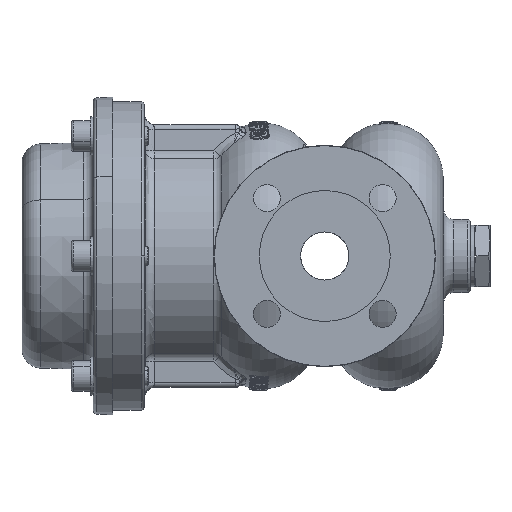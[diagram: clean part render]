
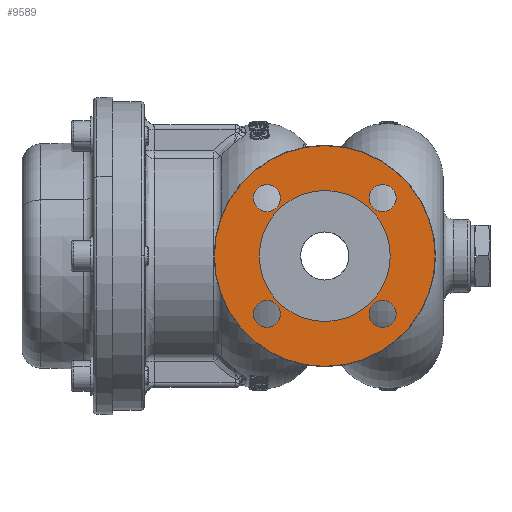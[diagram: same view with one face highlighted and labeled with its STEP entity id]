
A CAD part, left-side view. The second image highlights one B-rep face of the part: STEP entity #9589.
In plain terms, the highlighted planar face has unit normal (-1, 0, 0).
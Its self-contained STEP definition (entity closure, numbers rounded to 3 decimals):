
#1174 = CIRCLE ( 'NONE', #30960, 7. ) ;
#1224 = CARTESIAN_POINT ( 'NONE',  ( -181.378, -59.006, 238.906 ) ) ;
#1637 = FACE_BOUND ( 'NONE', #22031, .T. ) ;
#1919 = DIRECTION ( 'NONE',  ( 0., 0., -1. ) ) ;
#2580 = CARTESIAN_POINT ( 'NONE',  ( -181.378, -28.953, 249.854 ) ) ;
#2883 = DIRECTION ( 'NONE',  ( 0., 0., -1. ) ) ;
#3491 = EDGE_CURVE ( 'NONE', #31343, #32155, #21714, .T. ) ;
#3576 = VERTEX_POINT ( 'NONE', #44390 ) ;
#3692 = DIRECTION ( 'NONE',  ( -1., 0., 0. ) ) ;
#4122 = ORIENTED_EDGE ( 'NONE', *, *, #3491, .T. ) ;
#4683 = CIRCLE ( 'NONE', #20285, 7. ) ;
#6224 = FACE_BOUND ( 'NONE', #59590, .T. ) ;
#7068 = EDGE_CURVE ( 'NONE', #57595, #41130, #24651, .T. ) ;
#7436 = AXIS2_PLACEMENT_3D ( 'NONE', #42373, #28668, #49362 ) ;
#7819 = DIRECTION ( 'NONE',  ( 0., 0., -1. ) ) ;
#8404 = EDGE_CURVE ( 'NONE', #57183, #59527, #18442, .T. ) ;
#9172 = CARTESIAN_POINT ( 'NONE',  ( -181.378, -59.006, 185.802 ) ) ;
#9589 = ADVANCED_FACE ( 'NONE', ( #23781, #1637, #11537, #45211, #32206, #6224 ), #54347, .F. ) ;
#11190 = EDGE_LOOP ( 'NONE', ( #32171, #53807 ) ) ;
#11289 = DIRECTION ( 'NONE',  ( -1., 0., 0. ) ) ;
#11537 = FACE_BOUND ( 'NONE', #11190, .T. ) ;
#11584 = VERTEX_POINT ( 'NONE', #1224 ) ;
#11839 = CIRCLE ( 'NONE', #54176, 7. ) ;
#12459 = EDGE_CURVE ( 'NONE', #3576, #22182, #11839, .T. ) ;
#14451 = DIRECTION ( 'NONE',  ( 1., 0., 0. ) ) ;
#15588 = DIRECTION ( 'NONE',  ( 1., 0., 0. ) ) ;
#17006 = CARTESIAN_POINT ( 'NONE',  ( -181.378, 1.099, 185.802 ) ) ;
#17094 = VERTEX_POINT ( 'NONE', #54291 ) ;
#17916 = CARTESIAN_POINT ( 'NONE',  ( -181.378, -28.953, 215.854 ) ) ;
#18442 = CIRCLE ( 'NONE', #48285, 34. ) ;
#18601 = DIRECTION ( 'NONE',  ( 0., 0., 1. ) ) ;
#18737 = DIRECTION ( 'NONE',  ( 0., 0., -1. ) ) ;
#19563 = DIRECTION ( 'NONE',  ( 1., 0., 0. ) ) ;
#19782 = EDGE_LOOP ( 'NONE', ( #52356, #4122 ) ) ;
#20285 = AXIS2_PLACEMENT_3D ( 'NONE', #27519, #46961, #61628 ) ;
#20326 = AXIS2_PLACEMENT_3D ( 'NONE', #28993, #53091, #18737 ) ;
#21055 = CIRCLE ( 'NONE', #60683, 7. ) ;
#21714 = CIRCLE ( 'NONE', #20326, 7. ) ;
#22031 = EDGE_LOOP ( 'NONE', ( #40530, #50429 ) ) ;
#22182 = VERTEX_POINT ( 'NONE', #29265 ) ;
#23111 = CARTESIAN_POINT ( 'NONE',  ( -181.378, -28.953, 215.854 ) ) ;
#23184 = CARTESIAN_POINT ( 'NONE',  ( -181.378, -59.006, 178.802 ) ) ;
#23325 = CIRCLE ( 'NONE', #34598, 57.321 ) ;
#23738 = ORIENTED_EDGE ( 'NONE', *, *, #34551, .T. ) ;
#23781 = FACE_BOUND ( 'NONE', #19782, .T. ) ;
#24651 = CIRCLE ( 'NONE', #40959, 7. ) ;
#25142 = CARTESIAN_POINT ( 'NONE',  ( -181.378, -59.006, 192.802 ) ) ;
#26548 = EDGE_CURVE ( 'NONE', #53786, #11584, #28958, .T. ) ;
#26920 = DIRECTION ( 'NONE',  ( 0., 0., 1. ) ) ;
#27519 = CARTESIAN_POINT ( 'NONE',  ( -181.378, 1.099, 185.802 ) ) ;
#28668 = DIRECTION ( 'NONE',  ( 1., 0., 0. ) ) ;
#28958 = CIRCLE ( 'NONE', #46719, 7. ) ;
#28993 = CARTESIAN_POINT ( 'NONE',  ( -181.378, 1.099, 245.906 ) ) ;
#29259 = VERTEX_POINT ( 'NONE', #49423 ) ;
#29265 = CARTESIAN_POINT ( 'NONE',  ( -181.378, 1.099, 192.802 ) ) ;
#30091 = ORIENTED_EDGE ( 'NONE', *, *, #59415, .T. ) ;
#30465 = DIRECTION ( 'NONE',  ( 1., 0., 0. ) ) ;
#30960 = AXIS2_PLACEMENT_3D ( 'NONE', #43733, #14451, #48824 ) ;
#31343 = VERTEX_POINT ( 'NONE', #60676 ) ;
#31957 = DIRECTION ( 'NONE',  ( 1., 0., 0. ) ) ;
#31975 = EDGE_CURVE ( 'NONE', #41130, #57595, #21055, .T. ) ;
#32155 = VERTEX_POINT ( 'NONE', #35792 ) ;
#32171 = ORIENTED_EDGE ( 'NONE', *, *, #7068, .T. ) ;
#32206 = FACE_OUTER_BOUND ( 'NONE', #41043, .T. ) ;
#32242 = DIRECTION ( 'NONE',  ( -1., 0., 0. ) ) ;
#32545 = CARTESIAN_POINT ( 'NONE',  ( -181.378, -59.006, 245.906 ) ) ;
#33101 = CIRCLE ( 'NONE', #39426, 7. ) ;
#34551 = EDGE_CURVE ( 'NONE', #17094, #29259, #23325, .T. ) ;
#34598 = AXIS2_PLACEMENT_3D ( 'NONE', #50595, #11289, #1919 ) ;
#34674 = CIRCLE ( 'NONE', #37997, 34. ) ;
#34857 = EDGE_CURVE ( 'NONE', #32155, #31343, #1174, .T. ) ;
#35792 = CARTESIAN_POINT ( 'NONE',  ( -181.378, 1.099, 252.906 ) ) ;
#36276 = ORIENTED_EDGE ( 'NONE', *, *, #12459, .T. ) ;
#36948 = EDGE_CURVE ( 'NONE', #59527, #57183, #34674, .T. ) ;
#37997 = AXIS2_PLACEMENT_3D ( 'NONE', #52739, #3692, #18601 ) ;
#38842 = DIRECTION ( 'NONE',  ( 0., 0., -1. ) ) ;
#39254 = CARTESIAN_POINT ( 'NONE',  ( -181.378, -59.006, 245.906 ) ) ;
#39426 = AXIS2_PLACEMENT_3D ( 'NONE', #32545, #41757, #2883 ) ;
#39776 = DIRECTION ( 'NONE',  ( 0., 0., -1. ) ) ;
#40530 = ORIENTED_EDGE ( 'NONE', *, *, #26548, .T. ) ;
#40754 = DIRECTION ( 'NONE',  ( 0., 0., -1. ) ) ;
#40761 = ORIENTED_EDGE ( 'NONE', *, *, #56803, .T. ) ;
#40959 = AXIS2_PLACEMENT_3D ( 'NONE', #9172, #15588, #39776 ) ;
#41043 = EDGE_LOOP ( 'NONE', ( #40761, #23738 ) ) ;
#41130 = VERTEX_POINT ( 'NONE', #23184 ) ;
#41757 = DIRECTION ( 'NONE',  ( 1., 0., 0. ) ) ;
#42373 = CARTESIAN_POINT ( 'NONE',  ( -181.378, -28.953, 215.854 ) ) ;
#42972 = CIRCLE ( 'NONE', #46049, 57.321 ) ;
#43733 = CARTESIAN_POINT ( 'NONE',  ( -181.378, 1.099, 245.906 ) ) ;
#44175 = CARTESIAN_POINT ( 'NONE',  ( -181.378, -59.006, 185.802 ) ) ;
#44390 = CARTESIAN_POINT ( 'NONE',  ( -181.378, 1.099, 178.802 ) ) ;
#45211 = FACE_BOUND ( 'NONE', #55524, .T. ) ;
#46049 = AXIS2_PLACEMENT_3D ( 'NONE', #23111, #52751, #62371 ) ;
#46611 = ORIENTED_EDGE ( 'NONE', *, *, #8404, .F. ) ;
#46719 = AXIS2_PLACEMENT_3D ( 'NONE', #39254, #30465, #40754 ) ;
#46961 = DIRECTION ( 'NONE',  ( 1., 0., 0. ) ) ;
#48285 = AXIS2_PLACEMENT_3D ( 'NONE', #17916, #32242, #26920 ) ;
#48824 = DIRECTION ( 'NONE',  ( 0., 0., -1. ) ) ;
#49362 = DIRECTION ( 'NONE',  ( 0., 0., 1. ) ) ;
#49423 = CARTESIAN_POINT ( 'NONE',  ( -181.378, -28.953, 158.533 ) ) ;
#50429 = ORIENTED_EDGE ( 'NONE', *, *, #54556, .T. ) ;
#50595 = CARTESIAN_POINT ( 'NONE',  ( -181.378, -28.953, 215.854 ) ) ;
#52356 = ORIENTED_EDGE ( 'NONE', *, *, #34857, .T. ) ;
#52739 = CARTESIAN_POINT ( 'NONE',  ( -181.378, -28.953, 215.854 ) ) ;
#52751 = DIRECTION ( 'NONE',  ( -1., 0., 0. ) ) ;
#53091 = DIRECTION ( 'NONE',  ( 1., 0., 0. ) ) ;
#53786 = VERTEX_POINT ( 'NONE', #55295 ) ;
#53807 = ORIENTED_EDGE ( 'NONE', *, *, #31975, .T. ) ;
#54176 = AXIS2_PLACEMENT_3D ( 'NONE', #17006, #31957, #7819 ) ;
#54291 = CARTESIAN_POINT ( 'NONE',  ( -181.378, -28.953, 273.175 ) ) ;
#54347 = PLANE ( 'NONE',  #7436 ) ;
#54556 = EDGE_CURVE ( 'NONE', #11584, #53786, #33101, .T. ) ;
#55295 = CARTESIAN_POINT ( 'NONE',  ( -181.378, -59.006, 252.906 ) ) ;
#55524 = EDGE_LOOP ( 'NONE', ( #30091, #36276 ) ) ;
#56531 = ORIENTED_EDGE ( 'NONE', *, *, #36948, .F. ) ;
#56713 = CARTESIAN_POINT ( 'NONE',  ( -181.378, -28.953, 181.854 ) ) ;
#56803 = EDGE_CURVE ( 'NONE', #29259, #17094, #42972, .T. ) ;
#57183 = VERTEX_POINT ( 'NONE', #2580 ) ;
#57595 = VERTEX_POINT ( 'NONE', #25142 ) ;
#59415 = EDGE_CURVE ( 'NONE', #22182, #3576, #4683, .T. ) ;
#59527 = VERTEX_POINT ( 'NONE', #56713 ) ;
#59590 = EDGE_LOOP ( 'NONE', ( #46611, #56531 ) ) ;
#60676 = CARTESIAN_POINT ( 'NONE',  ( -181.378, 1.099, 238.906 ) ) ;
#60683 = AXIS2_PLACEMENT_3D ( 'NONE', #44175, #19563, #38842 ) ;
#61628 = DIRECTION ( 'NONE',  ( 0., 0., -1. ) ) ;
#62371 = DIRECTION ( 'NONE',  ( 0., 0., -1. ) ) ;
